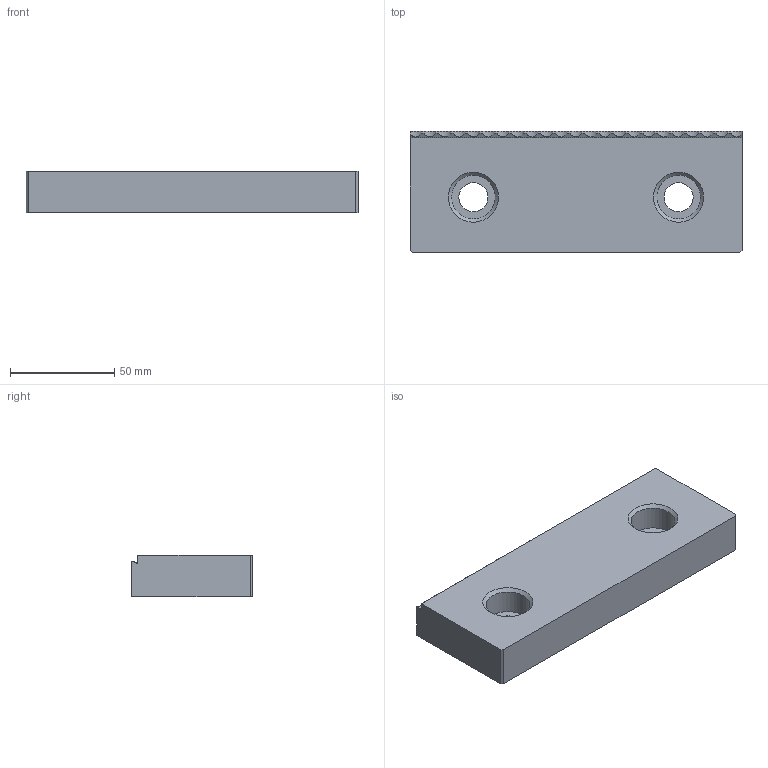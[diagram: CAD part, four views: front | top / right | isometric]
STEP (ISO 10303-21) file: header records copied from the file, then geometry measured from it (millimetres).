
FILE_DESCRIPTION(/* description */ ('','CAx-IF Rec.Pracs.---Representation and Presentation of Product Manufacturing Information (PMI)---4.0---2014-10-13'),/* implementation_level */ '2;1');
FILE_NAME(/* name */ '3AVQ6401L06.stp',/* time_stamp */ '2021-08-27T15:56:25+08:00',/* author */ ('AUTOWELL002'),/* organization */ (''),/* preprocessor_version */ 'ST-DEVELOPER v18',/* originating_system */ 'Autodesk Inventor 2020',/* authorisation */ '');
FILE_SCHEMA (('AP242_MANAGED_MODEL_BASED_3D_ENGINEERING_MIM_LF { 1 0 10303 442 1 1 4 }'));
Length unit declared in the file: millimetre
Products named in the file (1): 3AVQ6401L06
Bounding box: 159.2 x 58 x 20 mm (x, y, z)
Volume: 171514.5 mm3; surface area: 28811.7 mm2
Topology: 1 solids, 1 shells, 65 faces, 257 edges, 261 vertices
Faces by surface type: plane 34, cylinder 27, cone 4
Full cylindrical faces by diameter (mm): 14 x2, 21 x2
Entity records: 2623 total; most frequent: CARTESIAN_POINT 527, DIRECTION 421, ORIENTED_EDGE 366, EDGE_CURVE 183, AXIS2_PLACEMENT_3D 150, VERTEX_POINT 122, LINE 121, VECTOR 121
